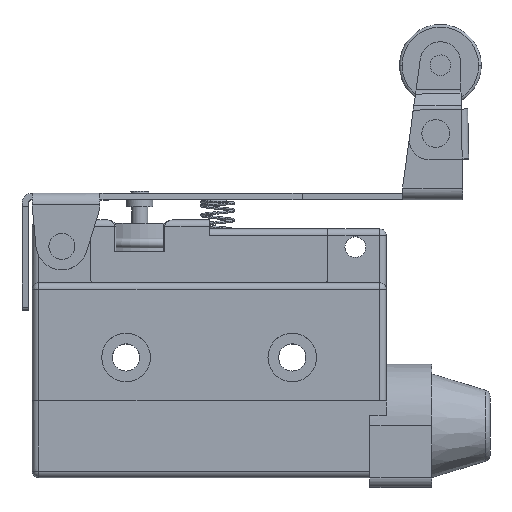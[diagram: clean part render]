
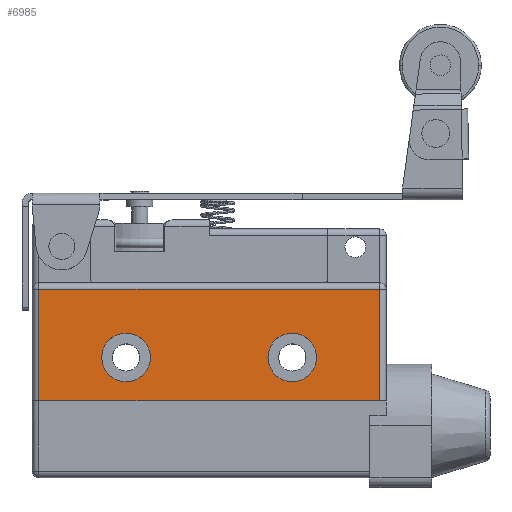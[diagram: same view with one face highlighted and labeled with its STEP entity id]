
A CAD part, top view. The second image highlights one B-rep face of the part: STEP entity #6985.
In plain terms, the highlighted planar face has unit normal (0, 0, 1).
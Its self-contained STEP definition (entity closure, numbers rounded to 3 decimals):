
#1516=DIRECTION('',(0.,-1.,0.));
#1517=VECTOR('',#1516,17.2);
#1518=CARTESIAN_POINT('',(-26.25,17.2,11.));
#1519=LINE('',#1518,#1517);
#1520=DIRECTION('',(-1.,0.,0.));
#1521=VECTOR('',#1520,52.5);
#1522=CARTESIAN_POINT('',(26.25,17.2,11.));
#1523=LINE('',#1522,#1521);
#1524=DIRECTION('',(0.,1.,0.));
#1525=VECTOR('',#1524,17.2);
#1526=CARTESIAN_POINT('',(26.25,0.,11.));
#1527=LINE('',#1526,#1525);
#1528=DIRECTION('',(1.,0.,0.));
#1529=VECTOR('',#1528,52.5);
#1530=CARTESIAN_POINT('',(-26.25,0.,11.));
#1531=LINE('',#1530,#1529);
#1532=CARTESIAN_POINT('',(12.8,6.7,11.));
#1533=DIRECTION('',(0.,0.,1.));
#1534=DIRECTION('',(1.,0.,0.));
#1535=AXIS2_PLACEMENT_3D('',#1532,#1533,#1534);
#1537=CARTESIAN_POINT('',(12.8,6.7,11.));
#1538=DIRECTION('',(0.,0.,1.));
#1539=DIRECTION('',(-1.,0.,0.));
#1540=AXIS2_PLACEMENT_3D('',#1537,#1538,#1539);
#1542=CARTESIAN_POINT('',(-12.8,6.7,11.));
#1543=DIRECTION('',(0.,0.,1.));
#1544=DIRECTION('',(1.,0.,0.));
#1545=AXIS2_PLACEMENT_3D('',#1542,#1543,#1544);
#1547=CARTESIAN_POINT('',(-12.8,6.7,11.));
#1548=DIRECTION('',(0.,0.,1.));
#1549=DIRECTION('',(-1.,0.,0.));
#1550=AXIS2_PLACEMENT_3D('',#1547,#1548,#1549);
#4082=CARTESIAN_POINT('',(-26.25,0.,11.));
#4084=VERTEX_POINT('',#4082);
#4088=CARTESIAN_POINT('',(-26.25,17.2,11.));
#4089=VERTEX_POINT('',#4088);
#4090=CARTESIAN_POINT('',(26.25,17.2,11.));
#4091=VERTEX_POINT('',#4090);
#4139=CARTESIAN_POINT('',(26.25,0.,11.));
#4141=VERTEX_POINT('',#4139);
#4674=CARTESIAN_POINT('',(16.55,6.7,11.));
#4675=CARTESIAN_POINT('',(9.05,6.7,11.));
#4676=VERTEX_POINT('',#4674);
#4677=VERTEX_POINT('',#4675);
#4678=CARTESIAN_POINT('',(-9.05,6.7,11.));
#4679=CARTESIAN_POINT('',(-16.55,6.7,11.));
#4680=VERTEX_POINT('',#4678);
#4681=VERTEX_POINT('',#4679);
#6960=CARTESIAN_POINT('',(0.,0.,11.));
#6961=DIRECTION('',(0.,0.,1.));
#6962=DIRECTION('',(1.,0.,0.));
#6963=AXIS2_PLACEMENT_3D('',#6960,#6961,#6962);
#6964=PLANE('',#6963);
#6966=ORIENTED_EDGE('',*,*,#6965,.F.);
#6968=ORIENTED_EDGE('',*,*,#6967,.F.);
#6970=ORIENTED_EDGE('',*,*,#6969,.F.);
#6971=ORIENTED_EDGE('',*,*,#6491,.F.);
#6972=EDGE_LOOP('',(#6966,#6968,#6970,#6971));
#6973=FACE_OUTER_BOUND('',#6972,.F.);
#6974=ORIENTED_EDGE('',*,*,#6950,.T.);
#6976=ORIENTED_EDGE('',*,*,#6975,.T.);
#6977=EDGE_LOOP('',(#6974,#6976));
#6978=FACE_BOUND('',#6977,.F.);
#6980=ORIENTED_EDGE('',*,*,#6979,.T.);
#6982=ORIENTED_EDGE('',*,*,#6981,.T.);
#6983=EDGE_LOOP('',(#6980,#6982));
#6984=FACE_BOUND('',#6983,.F.);
#1536=CIRCLE('',#1535,3.75);
#1541=CIRCLE('',#1540,3.75);
#1546=CIRCLE('',#1545,3.75);
#1551=CIRCLE('',#1550,3.75);
#6491=EDGE_CURVE('',#4084,#4141,#1531,.T.);
#6950=EDGE_CURVE('',#4676,#4677,#1536,.T.);
#6965=EDGE_CURVE('',#4089,#4084,#1519,.T.);
#6967=EDGE_CURVE('',#4091,#4089,#1523,.T.);
#6969=EDGE_CURVE('',#4141,#4091,#1527,.T.);
#6975=EDGE_CURVE('',#4677,#4676,#1541,.T.);
#6979=EDGE_CURVE('',#4680,#4681,#1546,.T.);
#6981=EDGE_CURVE('',#4681,#4680,#1551,.T.);
#6985=ADVANCED_FACE('',(#6973,#6978,#6984),#6964,.T.);
